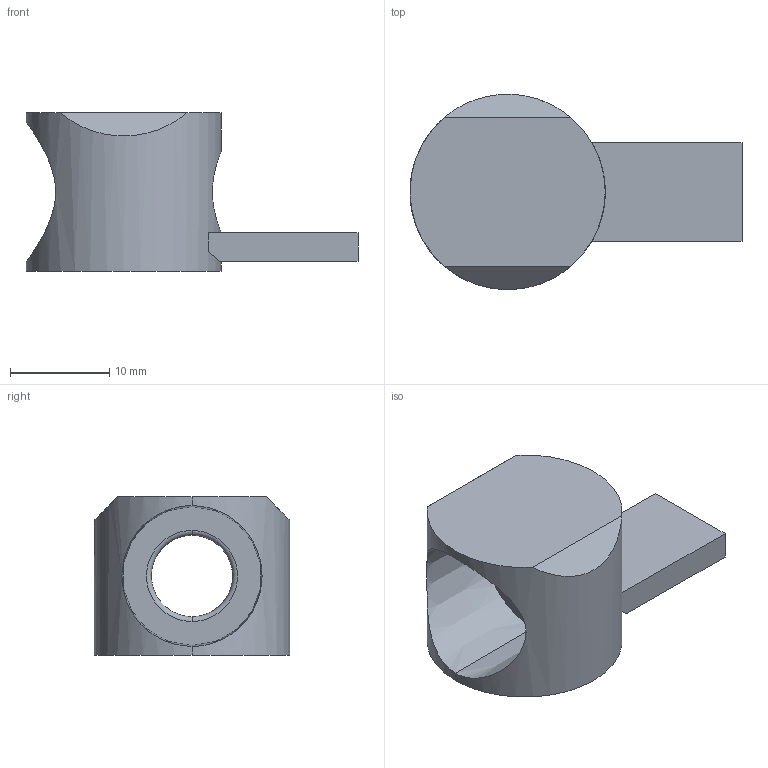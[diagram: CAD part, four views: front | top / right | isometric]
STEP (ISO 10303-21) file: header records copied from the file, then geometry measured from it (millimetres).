
FILE_DESCRIPTION (( 'STEP AP214' ), '1' );
FILE_NAME ('099a1045.STEP', '2014-08-21T08:19:59', ( '' ), ( '' ), 'SwSTEP 2.0', 'SolidWorks 2014', '' );
FILE_SCHEMA (( 'AUTOMOTIVE_DESIGN' ));
Length unit declared in the file: millimetre
Products named in the file (1): 099a1045
Bounding box: 33.5 x 19.7 x 16 mm (x, y, z)
Volume: 3183.8 mm3; surface area: 2462.7 mm2
Topology: 1 solids, 1 shells, 19 faces, 47 edges, 29 vertices
Faces by surface type: plane 10, cylinder 4, cone 3, torus 2
Entity records: 753 total; most frequent: CARTESIAN_POINT 265, DIRECTION 98, ORIENTED_EDGE 94, EDGE_CURVE 47, AXIS2_PLACEMENT_3D 39, VERTEX_POINT 29, VECTOR 20, LINE 20
